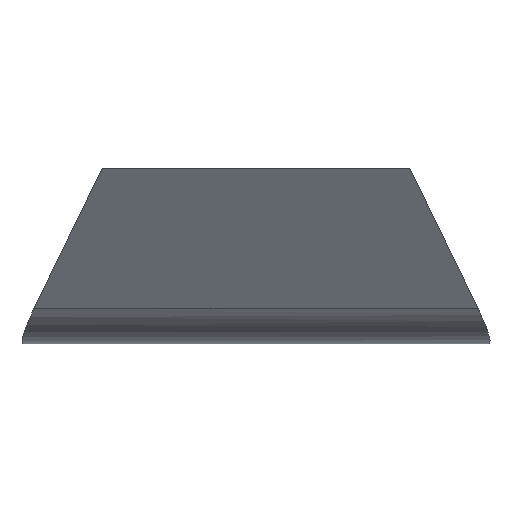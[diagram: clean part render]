
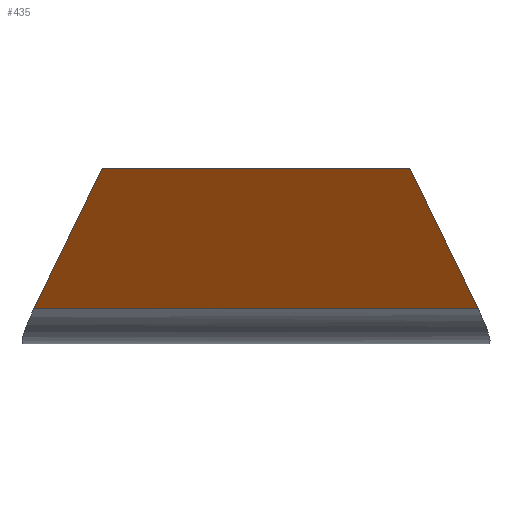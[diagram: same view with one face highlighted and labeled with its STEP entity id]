
A CAD part, front view. The second image highlights one B-rep face of the part: STEP entity #435.
In plain terms, the highlighted planar face has unit normal (0, -0.823, -0.568).
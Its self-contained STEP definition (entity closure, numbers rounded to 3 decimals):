
#22 = VERTEX_POINT('',#23);
#23 = CARTESIAN_POINT('',(-3.789,130.962,
    -22.671));
#31 = B_SPLINE_SURFACE_WITH_KNOTS('',1,1,(
    (#32,#33)
    ,(#34,#35
    )),.UNSPECIFIED.,.F.,.F.,.F.,(2,2),(2,2),(0.,11.543),(0.,1.)
  ,.PIECEWISE_BEZIER_KNOTS.);
#32 = CARTESIAN_POINT('',(-5.771,90.,-15.992));
#33 = CARTESIAN_POINT('',(-3.594,135.,-23.329));
#34 = CARTESIAN_POINT('',(5.771,90.,-15.992));
#35 = CARTESIAN_POINT('',(3.594,135.,-23.329));
#43 = B_SPLINE_SURFACE_WITH_KNOTS('',1,1,(
    (#44,#45)
    ,(#46,#47
    )),.UNSPECIFIED.,.F.,.F.,.F.,(2,2),(2,2),(0.,18.227),(0.,1.
    ),.PIECEWISE_BEZIER_KNOTS.);
#44 = CARTESIAN_POINT('',(-15.843,90.,-31.184));
#45 = CARTESIAN_POINT('',(-10.824,135.,-35.796));
#46 = CARTESIAN_POINT('',(-5.771,90.,-15.992));
#47 = CARTESIAN_POINT('',(-3.594,135.,-23.329));
#55 = EDGE_CURVE('',#56,#22,#58,.T.);
#56 = VERTEX_POINT('',#57);
#57 = CARTESIAN_POINT('',(3.789,130.962,-22.671
    ));
#58 = SURFACE_CURVE('',#59,(#62,#68),.PCURVE_S1.);
#59 = B_SPLINE_CURVE_WITH_KNOTS('',1,(#60,#61),.UNSPECIFIED.,.F.,.F.,(2,
    2),(0.,1.),.PIECEWISE_BEZIER_KNOTS.);
#60 = CARTESIAN_POINT('',(3.789,130.962,-22.671
    ));
#61 = CARTESIAN_POINT('',(-3.789,130.962,
    -22.671));
#62 = PCURVE('',#31,#63);
#63 = DEFINITIONAL_REPRESENTATION('',(#64),#67);
#64 = B_SPLINE_CURVE_WITH_KNOTS('',1,(#65,#66),.UNSPECIFIED.,.F.,.F.,(2,
    2),(0.,1.),.PIECEWISE_BEZIER_KNOTS.);
#65 = CARTESIAN_POINT('',(11.543,0.91));
#66 = CARTESIAN_POINT('',(0.,0.91));
#67 = ( GEOMETRIC_REPRESENTATION_CONTEXT(2) 
PARAMETRIC_REPRESENTATION_CONTEXT() REPRESENTATION_CONTEXT('2D SPACE',''
  ) );
#68 = PCURVE('',#69,#74);
#69 = PLANE('',#70);
#70 = AXIS2_PLACEMENT_3D('',#71,#72,#73);
#71 = CARTESIAN_POINT('',(5000.,120.711,-7.818));
#72 = DIRECTION('',(0.,-0.823,-0.568)
  );
#73 = DIRECTION('',(0.,0.568,-0.823));
#74 = DEFINITIONAL_REPRESENTATION('',(#75),#78);
#75 = B_SPLINE_CURVE_WITH_KNOTS('',1,(#76,#77),.UNSPECIFIED.,.F.,.F.,(2,
    2),(0.,1.),.PIECEWISE_BEZIER_KNOTS.);
#76 = CARTESIAN_POINT('',(18.047,-4996.211));
#77 = CARTESIAN_POINT('',(18.047,-5003.789));
#78 = ( GEOMETRIC_REPRESENTATION_CONTEXT(2) 
PARAMETRIC_REPRESENTATION_CONTEXT() REPRESENTATION_CONTEXT('2D SPACE',''
  ) );
#95 = B_SPLINE_SURFACE_WITH_KNOTS('',1,1,(
    (#96,#97)
    ,(#98,#99
    )),.UNSPECIFIED.,.F.,.F.,.F.,(2,2),(2,2),(0.,18.227),(0.,1.
    ),.PIECEWISE_BEZIER_KNOTS.);
#96 = CARTESIAN_POINT('',(5.771,90.,-15.992));
#97 = CARTESIAN_POINT('',(3.594,135.,-23.329));
#98 = CARTESIAN_POINT('',(15.843,90.,-31.184));
#99 = CARTESIAN_POINT('',(10.824,135.,-35.796));
#135 = EDGE_CURVE('',#22,#136,#138,.T.);
#136 = VERTEX_POINT('',#137);
#137 = CARTESIAN_POINT('',(-5.468,133.354,
    -26.136));
#138 = SURFACE_CURVE('',#139,(#145,#154),.PCURVE_S1.);
#139 = B_SPLINE_CURVE_WITH_KNOTS('',4,(#140,#141,#142,#143,#144),
  .UNSPECIFIED.,.F.,.F.,(5,5),(0.,1.),.PIECEWISE_BEZIER_KNOTS.);
#140 = CARTESIAN_POINT('',(-3.789,130.962,
    -22.671));
#141 = CARTESIAN_POINT('',(-4.215,131.563,
    -23.542));
#142 = CARTESIAN_POINT('',(-4.637,132.162,
    -24.409));
#143 = CARTESIAN_POINT('',(-5.054,132.759,
    -25.274));
#144 = CARTESIAN_POINT('',(-5.468,133.354,
    -26.136));
#145 = PCURVE('',#43,#146);
#146 = DEFINITIONAL_REPRESENTATION('',(#147),#153);
#147 = B_SPLINE_CURVE_WITH_KNOTS('',4,(#148,#149,#150,#151,#152),
  .UNSPECIFIED.,.F.,.F.,(5,5),(0.,1.),.PIECEWISE_BEZIER_KNOTS.);
#148 = CARTESIAN_POINT('',(18.227,0.91));
#149 = CARTESIAN_POINT('',(17.119,0.924));
#150 = CARTESIAN_POINT('',(16.006,0.937));
#151 = CARTESIAN_POINT('',(14.889,0.95));
#152 = CARTESIAN_POINT('',(13.767,0.963));
#153 = ( GEOMETRIC_REPRESENTATION_CONTEXT(2) 
PARAMETRIC_REPRESENTATION_CONTEXT() REPRESENTATION_CONTEXT('2D SPACE',''
  ) );
#154 = PCURVE('',#69,#155);
#155 = DEFINITIONAL_REPRESENTATION('',(#156),#162);
#156 = B_SPLINE_CURVE_WITH_KNOTS('',4,(#157,#158,#159,#160,#161),
  .UNSPECIFIED.,.F.,.F.,(5,5),(0.,1.),.PIECEWISE_BEZIER_KNOTS.);
#157 = CARTESIAN_POINT('',(18.047,-5003.789));
#158 = CARTESIAN_POINT('',(19.104,-5004.215));
#159 = CARTESIAN_POINT('',(20.159,-5004.637));
#160 = CARTESIAN_POINT('',(21.21,-5005.054));
#161 = CARTESIAN_POINT('',(22.257,-5005.468));
#162 = ( GEOMETRIC_REPRESENTATION_CONTEXT(2) 
PARAMETRIC_REPRESENTATION_CONTEXT() REPRESENTATION_CONTEXT('2D SPACE',''
  ) );
#228 = CYLINDRICAL_SURFACE('',#229,2.);
#229 = AXIS2_PLACEMENT_3D('',#230,#231,#232);
#230 = CARTESIAN_POINT('',(5000.,135.,-25.));
#231 = DIRECTION('',(1.,0.,0.));
#232 = DIRECTION('',(0.,1.,0.));
#331 = EDGE_CURVE('',#332,#56,#334,.T.);
#332 = VERTEX_POINT('',#333);
#333 = CARTESIAN_POINT('',(5.468,133.354,-26.136
    ));
#334 = SURFACE_CURVE('',#335,(#341,#350),.PCURVE_S1.);
#335 = B_SPLINE_CURVE_WITH_KNOTS('',4,(#336,#337,#338,#339,#340),
  .UNSPECIFIED.,.F.,.F.,(5,5),(0.,1.),.PIECEWISE_BEZIER_KNOTS.);
#336 = CARTESIAN_POINT('',(5.468,133.354,
    -26.136));
#337 = CARTESIAN_POINT('',(5.054,132.759,
    -25.274));
#338 = CARTESIAN_POINT('',(4.637,132.162,-24.409
    ));
#339 = CARTESIAN_POINT('',(4.215,131.563,-23.542
    ));
#340 = CARTESIAN_POINT('',(3.789,130.962,
    -22.671));
#341 = PCURVE('',#95,#342);
#342 = DEFINITIONAL_REPRESENTATION('',(#343),#349);
#343 = B_SPLINE_CURVE_WITH_KNOTS('',4,(#344,#345,#346,#347,#348),
  .UNSPECIFIED.,.F.,.F.,(5,5),(0.,1.),.PIECEWISE_BEZIER_KNOTS.);
#344 = CARTESIAN_POINT('',(4.46,0.963));
#345 = CARTESIAN_POINT('',(3.338,0.95));
#346 = CARTESIAN_POINT('',(2.22,0.937));
#347 = CARTESIAN_POINT('',(1.108,0.924));
#348 = CARTESIAN_POINT('',(0.,0.91));
#349 = ( GEOMETRIC_REPRESENTATION_CONTEXT(2) 
PARAMETRIC_REPRESENTATION_CONTEXT() REPRESENTATION_CONTEXT('2D SPACE',''
  ) );
#350 = PCURVE('',#69,#351);
#351 = DEFINITIONAL_REPRESENTATION('',(#352),#358);
#352 = B_SPLINE_CURVE_WITH_KNOTS('',4,(#353,#354,#355,#356,#357),
  .UNSPECIFIED.,.F.,.F.,(5,5),(0.,1.),.PIECEWISE_BEZIER_KNOTS.);
#353 = CARTESIAN_POINT('',(22.257,-4994.532));
#354 = CARTESIAN_POINT('',(21.21,-4994.946));
#355 = CARTESIAN_POINT('',(20.159,-4995.363));
#356 = CARTESIAN_POINT('',(19.104,-4995.785));
#357 = CARTESIAN_POINT('',(18.047,-4996.211));
#358 = ( GEOMETRIC_REPRESENTATION_CONTEXT(2) 
PARAMETRIC_REPRESENTATION_CONTEXT() REPRESENTATION_CONTEXT('2D SPACE',''
  ) );
#435 = ADVANCED_FACE('',(#436),#69,.T.);
#436 = FACE_BOUND('',#437,.T.);
#437 = EDGE_LOOP('',(#438,#459,#460,#461));
#438 = ORIENTED_EDGE('',*,*,#439,.F.);
#439 = EDGE_CURVE('',#332,#136,#440,.T.);
#440 = SURFACE_CURVE('',#441,(#445,#452),.PCURVE_S1.);
#441 = LINE('',#442,#443);
#442 = CARTESIAN_POINT('',(5000.,133.354,-26.136));
#443 = VECTOR('',#444,1.);
#444 = DIRECTION('',(-1.,0.,0.));
#445 = PCURVE('',#69,#446);
#446 = DEFINITIONAL_REPRESENTATION('',(#447),#451);
#447 = LINE('',#448,#449);
#448 = CARTESIAN_POINT('',(22.257,0.));
#449 = VECTOR('',#450,1.);
#450 = DIRECTION('',(0.,-1.));
#451 = ( GEOMETRIC_REPRESENTATION_CONTEXT(2) 
PARAMETRIC_REPRESENTATION_CONTEXT() REPRESENTATION_CONTEXT('2D SPACE',''
  ) );
#452 = PCURVE('',#228,#453);
#453 = DEFINITIONAL_REPRESENTATION('',(#454),#458);
#454 = LINE('',#455,#456);
#455 = CARTESIAN_POINT('',(3.746,0.));
#456 = VECTOR('',#457,1.);
#457 = DIRECTION('',(0.,-1.));
#458 = ( GEOMETRIC_REPRESENTATION_CONTEXT(2) 
PARAMETRIC_REPRESENTATION_CONTEXT() REPRESENTATION_CONTEXT('2D SPACE',''
  ) );
#459 = ORIENTED_EDGE('',*,*,#331,.T.);
#460 = ORIENTED_EDGE('',*,*,#55,.T.);
#461 = ORIENTED_EDGE('',*,*,#135,.T.);
